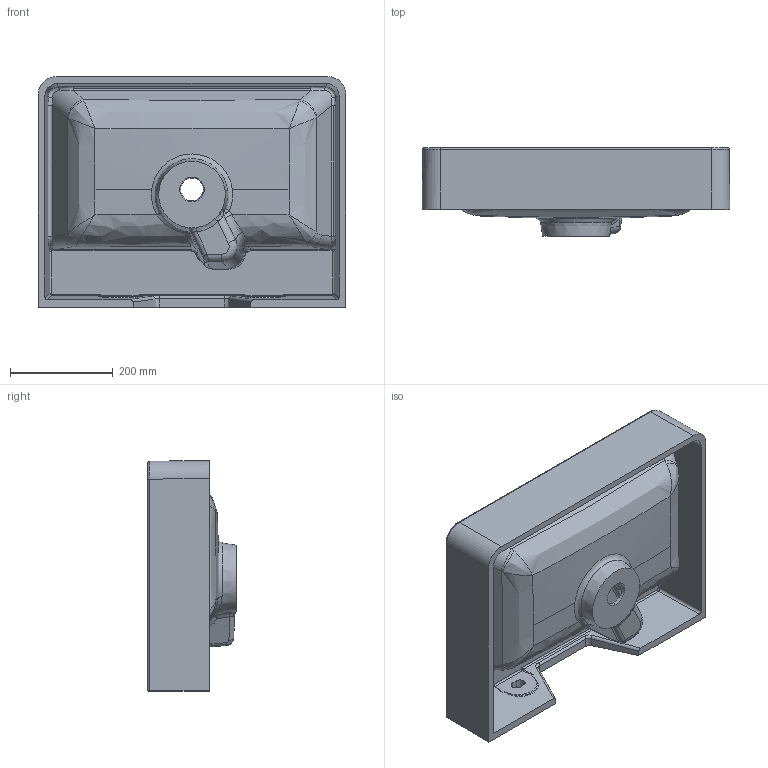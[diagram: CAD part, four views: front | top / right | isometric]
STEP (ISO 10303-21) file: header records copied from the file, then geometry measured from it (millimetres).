
FILE_DESCRIPTION (( 'STEP AP203' ), '1' );
FILE_NAME ('6229000611.step', '2020-12-18T12:29:28', ( 'admin' ), ( '' ), 'SwSTEP 2.0', 'SolidWorks 2019', '' );
FILE_SCHEMA (( 'CONFIG_CONTROL_DESIGN' ));
Length unit declared in the file: millimetre
Products named in the file (1): 6229000611
Bounding box: 600 x 172 x 450 mm (x, y, z)
Surface area: 1162065.9 mm2 (no closed solid volume)
Topology: 0 solids, 2 shells, 246 faces, 706 edges, 446 vertices
Faces by surface type: bspline 108, cylinder 75, plane 44, cone 11, torus 7, sphere 1
Entity records: 18303 total; most frequent: CARTESIAN_POINT 12780, ORIENTED_EDGE 1362, DIRECTION 900, EDGE_CURVE 689, VERTEX_POINT 446, AXIS2_PLACEMENT_3D 358, EDGE_LOOP 255, FACE_OUTER_BOUND 246
